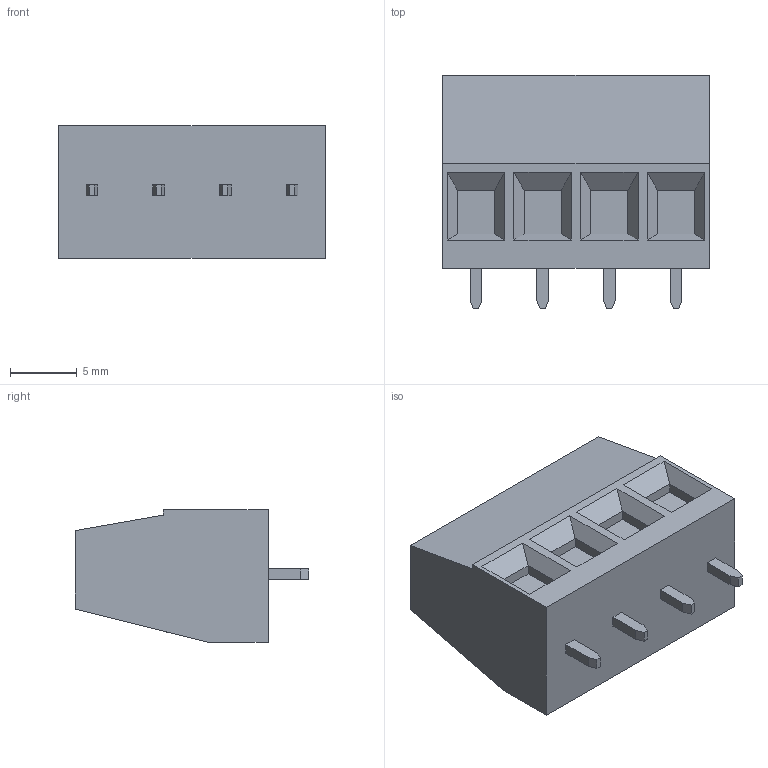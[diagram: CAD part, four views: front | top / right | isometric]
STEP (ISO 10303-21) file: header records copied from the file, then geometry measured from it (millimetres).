
FILE_DESCRIPTION((''),'2;1');
FILE_NAME('395433004','2015-02-25T',('me'),(''),'PRO/ENGINEER BY PARAMETRIC TECHNOLOGY CORPORATION, 2011490','PRO/ENGINEER BY PARAMETRIC TECHNOLOGY CORPORATION, 2011490','');
FILE_SCHEMA(('CONFIG_CONTROL_DESIGN'));
Length unit declared in the file: inch
Products named in the file (1): 395433004
Bounding box: 19.99 x 17.53 x 9.91 mm (x, y, z)
Volume: 2258.8 mm3; surface area: 1734 mm2
Topology: 1 solids, 1 shells, 269 faces, 697 edges, 454 vertices
Faces by surface type: plane 181, cylinder 40, torus 40, cone 8
Entity records: 8248 total; most frequent: CARTESIAN_POINT 1525, DIRECTION 1405, ORIENTED_EDGE 1370, EDGE_CURVE 685, AXIS2_PLACEMENT_3D 470, VECTOR 465, LINE 465, VERTEX_POINT 438
